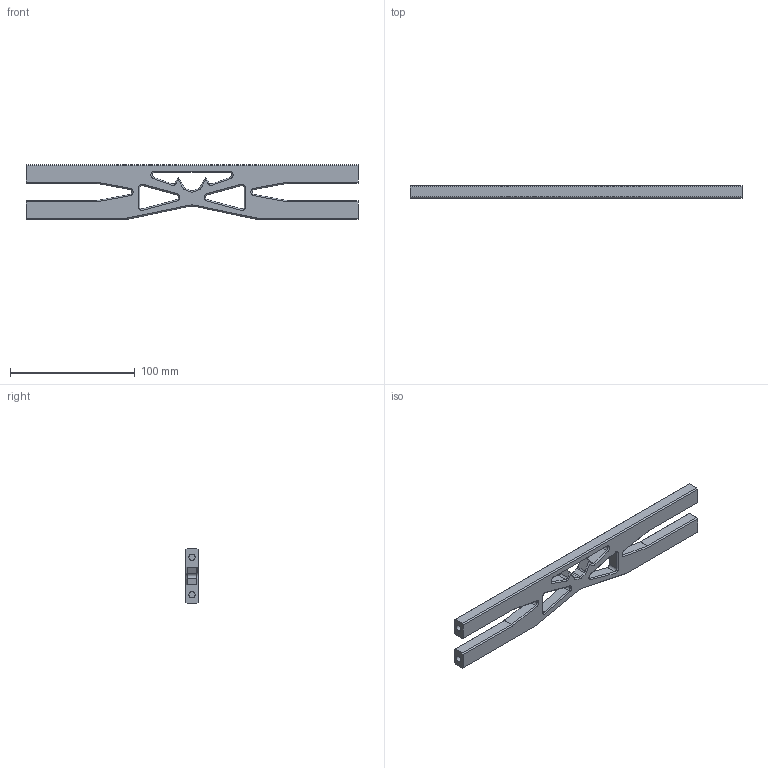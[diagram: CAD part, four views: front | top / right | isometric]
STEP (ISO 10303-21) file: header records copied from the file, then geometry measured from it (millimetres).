
FILE_DESCRIPTION (( 'STEP AP203' ), '1' );
FILE_NAME ('冓厴闉罻 勷 貗鍎 17 襝魛.STEP', '2021-11-18T13:32:02', ( '' ), ( '' ), 'SwSTEP 2.0', 'SolidWorks 2021', '' );
FILE_SCHEMA (( 'CONFIG_CONTROL_DESIGN' ));
Length unit declared in the file: millimetre
Products named in the file (1): 冓厴闉罻 勷 貗鍎 17 襝魛
Bounding box: 266 x 10 x 44 mm (x, y, z)
Volume: 75793.1 mm3; surface area: 27765.4 mm2
Topology: 1 solids, 1 shells, 180 faces, 426 edges, 252 vertices
Faces by surface type: plane 94, cone 52, cylinder 34
Entity records: 5155 total; most frequent: DIRECTION 912, CARTESIAN_POINT 859, ORIENTED_EDGE 852, EDGE_CURVE 426, AXIS2_PLACEMENT_3D 305, VECTOR 302, LINE 302, VERTEX_POINT 252
